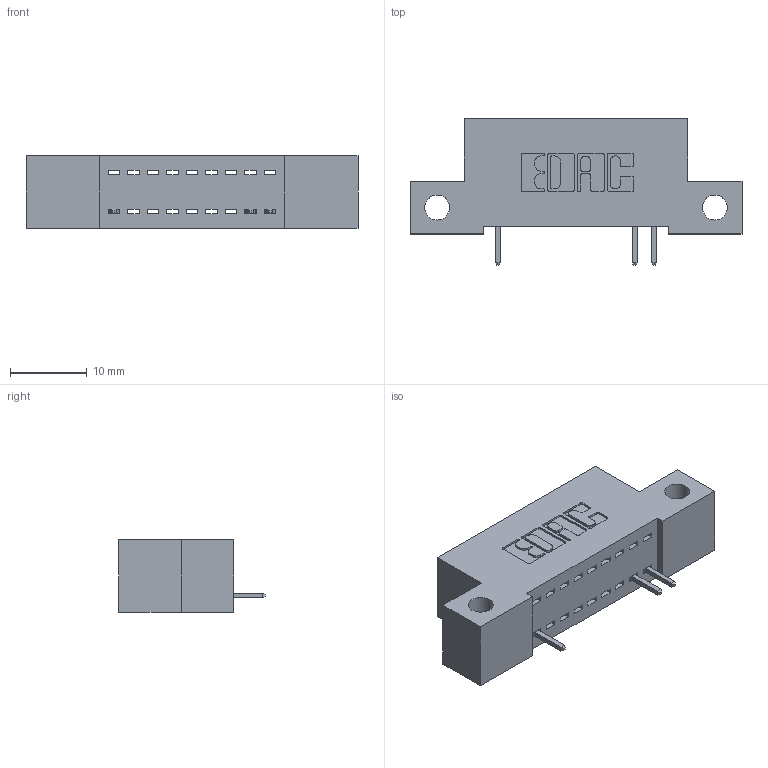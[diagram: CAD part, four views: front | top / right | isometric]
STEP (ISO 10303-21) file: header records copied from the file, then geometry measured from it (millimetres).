
FILE_DESCRIPTION (( 'STEP AP203' ), '1' );
FILE_NAME ('392-009-521-112.STEP', '2018-08-14T19:39:49', ( '' ), ( '' ), 'SwSTEP 2.0', 'SolidWorks 2016', '' );
FILE_SCHEMA (( 'CONFIG_CONTROL_DESIGN' ));
Length unit declared in the file: inch
Products named in the file (3): 342 Part_Side Mount; 345-292-001_345-293-121; 392-009-521-112
Assembly tree (4 placements, depth 2):
  392-009-521-112
    342 Part_Side Mount
    345-292-001_345-293-121  x3
Bounding box: 43.18 x 19.06 x 9.4 mm (x, y, z)
Volume: 3513.4 mm3; surface area: 3991.7 mm2
Topology: 4 solids, 4 shells, 356 faces, 1079 edges, 714 vertices
Faces by surface type: plane 264, cylinder 92
Entity records: 9467 total; most frequent: CARTESIAN_POINT 1671, ORIENTED_EDGE 1622, DIRECTION 1469, EDGE_CURVE 811, VECTOR 683, LINE 683, VERTEX_POINT 538, AXIS2_PLACEMENT_3D 393
